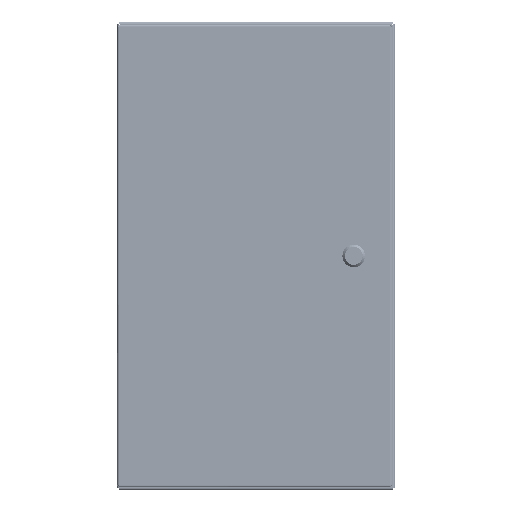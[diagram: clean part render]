
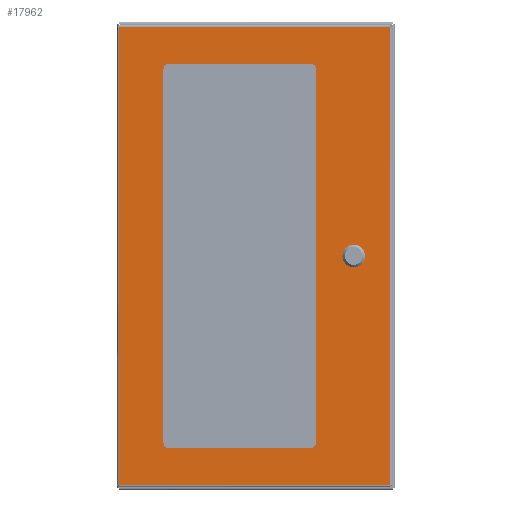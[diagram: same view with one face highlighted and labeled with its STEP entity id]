
A CAD part, top view. The second image highlights one B-rep face of the part: STEP entity #17962.
In plain terms, the highlighted planar face has unit normal (0, 0, 1).
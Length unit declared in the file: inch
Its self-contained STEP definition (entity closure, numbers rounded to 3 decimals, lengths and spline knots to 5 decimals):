
#1062=PLANE($,#19369);
#1914=LINE($,#33646,#3220);
#1922=LINE($,#33732,#3228);
#1937=LINE($,#33832,#3243);
#1952=LINE($,#33931,#3258);
#1965=LINE($,#34022,#3271);
#1966=LINE($,#34026,#3272);
#1967=LINE($,#34030,#3273);
#1968=LINE($,#34033,#3274);
#1969=LINE($,#34038,#3275);
#1970=LINE($,#34042,#3276);
#1971=LINE($,#34046,#3277);
#1972=LINE($,#34049,#3278);
#3220=VECTOR($,#22466,22.2895);
#3228=VECTOR($,#22482,13.1645);
#3243=VECTOR($,#22511,13.1645);
#3258=VECTOR($,#22540,22.2895);
#3271=VECTOR($,#22569,6.91);
#3272=VECTOR($,#22572,18.18);
#3273=VECTOR($,#22575,6.91);
#3274=VECTOR($,#22578,18.18);
#3275=VECTOR($,#22581,0.42712);
#3276=VECTOR($,#22584,0.42712);
#3277=VECTOR($,#22587,0.42712);
#3278=VECTOR($,#22590,0.42712);
#4211=FACE_BOUND($,#6105,.T.);
#4212=FACE_BOUND($,#6106,.T.);
#4213=FACE_BOUND($,#6107,.T.);
#6105=EDGE_LOOP($,(#13615,#13616,#13617,#13618,#13619,#13620,#13621,#13622));
#6106=EDGE_LOOP($,(#13623,#13624,#13625,#13626,#13627,#13628,#13629,#13630));
#6107=EDGE_LOOP($,(#13631,#13632,#13633,#13634));
#7112=CIRCLE($,#19370,0.25);
#7113=CIRCLE($,#19371,0.25);
#7114=CIRCLE($,#19372,0.25);
#7115=CIRCLE($,#19373,0.25);
#7116=CIRCLE($,#19374,0.453);
#7117=CIRCLE($,#19375,0.453);
#7118=CIRCLE($,#19376,0.453);
#7119=CIRCLE($,#19377,0.453);
#8207=VERTEX_POINT($,#33637);
#8208=VERTEX_POINT($,#33645);
#8214=VERTEX_POINT($,#33724);
#8224=VERTEX_POINT($,#33831);
#8240=VERTEX_POINT($,#34018);
#8241=VERTEX_POINT($,#34019);
#8242=VERTEX_POINT($,#34021);
#8243=VERTEX_POINT($,#34023);
#8244=VERTEX_POINT($,#34025);
#8245=VERTEX_POINT($,#34027);
#8246=VERTEX_POINT($,#34029);
#8247=VERTEX_POINT($,#34031);
#8248=VERTEX_POINT($,#34034);
#8249=VERTEX_POINT($,#34035);
#8250=VERTEX_POINT($,#34037);
#8251=VERTEX_POINT($,#34039);
#8252=VERTEX_POINT($,#34041);
#8253=VERTEX_POINT($,#34043);
#8254=VERTEX_POINT($,#34045);
#8255=VERTEX_POINT($,#34047);
#10103=EDGE_CURVE($,#8208,#8207,#1914,.T.);
#10115=EDGE_CURVE($,#8207,#8214,#1922,.T.);
#10134=EDGE_CURVE($,#8224,#8208,#1937,.T.);
#10153=EDGE_CURVE($,#8214,#8224,#1952,.T.);
#10169=EDGE_CURVE($,#8240,#8241,#7112,.T.);
#10170=EDGE_CURVE($,#8241,#8242,#1965,.T.);
#10171=EDGE_CURVE($,#8242,#8243,#7113,.T.);
#10172=EDGE_CURVE($,#8243,#8244,#1966,.T.);
#10173=EDGE_CURVE($,#8244,#8245,#7114,.T.);
#10174=EDGE_CURVE($,#8245,#8246,#1967,.T.);
#10175=EDGE_CURVE($,#8246,#8247,#7115,.T.);
#10176=EDGE_CURVE($,#8247,#8240,#1968,.T.);
#10177=EDGE_CURVE($,#8248,#8249,#7116,.T.);
#10178=EDGE_CURVE($,#8249,#8250,#1969,.T.);
#10179=EDGE_CURVE($,#8250,#8251,#7117,.T.);
#10180=EDGE_CURVE($,#8251,#8252,#1970,.T.);
#10181=EDGE_CURVE($,#8252,#8253,#7118,.T.);
#10182=EDGE_CURVE($,#8253,#8254,#1971,.T.);
#10183=EDGE_CURVE($,#8254,#8255,#7119,.T.);
#10184=EDGE_CURVE($,#8255,#8248,#1972,.T.);
#13615=ORIENTED_EDGE($,*,*,#10169,.T.);
#13616=ORIENTED_EDGE($,*,*,#10170,.T.);
#13617=ORIENTED_EDGE($,*,*,#10171,.T.);
#13618=ORIENTED_EDGE($,*,*,#10172,.T.);
#13619=ORIENTED_EDGE($,*,*,#10173,.T.);
#13620=ORIENTED_EDGE($,*,*,#10174,.T.);
#13621=ORIENTED_EDGE($,*,*,#10175,.T.);
#13622=ORIENTED_EDGE($,*,*,#10176,.T.);
#13623=ORIENTED_EDGE($,*,*,#10177,.T.);
#13624=ORIENTED_EDGE($,*,*,#10178,.T.);
#13625=ORIENTED_EDGE($,*,*,#10179,.T.);
#13626=ORIENTED_EDGE($,*,*,#10180,.T.);
#13627=ORIENTED_EDGE($,*,*,#10181,.T.);
#13628=ORIENTED_EDGE($,*,*,#10182,.T.);
#13629=ORIENTED_EDGE($,*,*,#10183,.T.);
#13630=ORIENTED_EDGE($,*,*,#10184,.T.);
#13631=ORIENTED_EDGE($,*,*,#10103,.T.);
#13632=ORIENTED_EDGE($,*,*,#10115,.T.);
#13633=ORIENTED_EDGE($,*,*,#10153,.T.);
#13634=ORIENTED_EDGE($,*,*,#10134,.T.);
#17962=ADVANCED_FACE($,(#4211,#4212,#4213),#1062,.T.);
#19369=AXIS2_PLACEMENT_3D($,#34017,#22565,#22566);
#19370=AXIS2_PLACEMENT_3D($,#34020,#22567,#22568);
#19371=AXIS2_PLACEMENT_3D($,#34024,#22570,#22571);
#19372=AXIS2_PLACEMENT_3D($,#34028,#22573,#22574);
#19373=AXIS2_PLACEMENT_3D($,#34032,#22576,#22577);
#19374=AXIS2_PLACEMENT_3D($,#34036,#22579,#22580);
#19375=AXIS2_PLACEMENT_3D($,#34040,#22582,#22583);
#19376=AXIS2_PLACEMENT_3D($,#34044,#22585,#22586);
#19377=AXIS2_PLACEMENT_3D($,#34048,#22588,#22589);
#22466=DIRECTION($,(0.,-1.,0.));
#22482=DIRECTION($,(1.,0.,0.));
#22511=DIRECTION($,(-1.,0.,0.));
#22540=DIRECTION($,(0.,1.,0.));
#22565=DIRECTION('center_axis',(0.,0.,1.));
#22566=DIRECTION('ref_axis',(1.,0.,0.));
#22567=DIRECTION('center_axis',(0.,0.,-1.));
#22568=DIRECTION('ref_axis',(0.,-1.,0.));
#22569=DIRECTION($,(1.,0.,0.));
#22570=DIRECTION('center_axis',(0.,0.,-1.));
#22571=DIRECTION('ref_axis',(-1.,0.,0.));
#22572=DIRECTION($,(0.,-1.,0.));
#22573=DIRECTION('center_axis',(0.,0.,-1.));
#22574=DIRECTION('ref_axis',(0.,1.,0.));
#22575=DIRECTION($,(-1.,0.,0.));
#22576=DIRECTION('center_axis',(0.,0.,-1.));
#22577=DIRECTION('ref_axis',(1.,0.,0.));
#22578=DIRECTION($,(0.,1.,0.));
#22579=DIRECTION('center_axis',(0.,0.,-1.));
#22580=DIRECTION('ref_axis',(0.882,0.471,0.));
#22581=DIRECTION($,(0.,-1.,0.));
#22582=DIRECTION('center_axis',(0.,0.,-1.));
#22583=DIRECTION('ref_axis',(0.471,-0.882,0.));
#22584=DIRECTION($,(-1.,0.,0.));
#22585=DIRECTION('center_axis',(0.,0.,-1.));
#22586=DIRECTION('ref_axis',(-0.882,-0.471,0.));
#22587=DIRECTION($,(0.,1.,0.));
#22588=DIRECTION('center_axis',(0.,0.,-1.));
#22589=DIRECTION('ref_axis',(-0.471,0.882,0.));
#22590=DIRECTION($,(1.,0.,0.));
#33637=CARTESIAN_POINT('',(0.10525,-22.39475,0.074));
#33645=CARTESIAN_POINT('',(0.10525,-0.10525,0.074));
#33646=CARTESIAN_POINT($,(0.10525,-5.67763,0.074));
#33724=CARTESIAN_POINT('',(13.26975,-22.39475,0.074));
#33732=CARTESIAN_POINT($,(3.39638,-22.39475,0.074));
#33831=CARTESIAN_POINT('',(13.26975,-0.10525,0.074));
#33832=CARTESIAN_POINT($,(9.97863,-0.10525,0.074));
#33931=CARTESIAN_POINT($,(13.26975,-16.82238,0.074));
#34017=CARTESIAN_POINT('Origin',(6.6875,-11.25,0.074));
#34018=CARTESIAN_POINT('',(2.25,-2.16,0.074));
#34019=CARTESIAN_POINT('',(2.5,-1.91,0.074));
#34020=CARTESIAN_POINT('Origin',(2.5,-2.16,0.074));
#34021=CARTESIAN_POINT('',(9.41,-1.91,0.074));
#34022=CARTESIAN_POINT($,(4.59375,-1.91,0.074));
#34023=CARTESIAN_POINT('',(9.66,-2.16,0.074));
#34024=CARTESIAN_POINT('Origin',(9.41,-2.16,0.074));
#34025=CARTESIAN_POINT('',(9.66,-20.34,0.074));
#34026=CARTESIAN_POINT($,(9.66,-6.705,0.074));
#34027=CARTESIAN_POINT('',(9.41,-20.59,0.074));
#34028=CARTESIAN_POINT('Origin',(9.41,-20.34,0.074));
#34029=CARTESIAN_POINT('',(2.5,-20.59,0.074));
#34030=CARTESIAN_POINT($,(8.04875,-20.59,0.074));
#34031=CARTESIAN_POINT('',(2.25,-20.34,0.074));
#34032=CARTESIAN_POINT('Origin',(2.5,-20.34,0.074));
#34033=CARTESIAN_POINT($,(2.25,-15.795,0.074));
#34034=CARTESIAN_POINT('',(11.71362,-10.8505,0.074));
#34035=CARTESIAN_POINT('',(11.8995,-11.03644,0.074));
#34036=CARTESIAN_POINT('Origin',(11.49998,-11.24995,0.074));
#34037=CARTESIAN_POINT('',(11.8995,-11.46356,0.074));
#34038=CARTESIAN_POINT($,(11.8995,-11.35678,0.074));
#34039=CARTESIAN_POINT('',(11.71356,-11.6495,0.074));
#34040=CARTESIAN_POINT('Origin',(11.5,-11.25,0.074));
#34041=CARTESIAN_POINT('',(11.28644,-11.6495,0.074));
#34042=CARTESIAN_POINT($,(8.98697,-11.6495,0.074));
#34043=CARTESIAN_POINT('',(11.1005,-11.46356,0.074));
#34044=CARTESIAN_POINT('Origin',(11.5,-11.25,0.074));
#34045=CARTESIAN_POINT('',(11.1005,-11.03644,0.074));
#34046=CARTESIAN_POINT($,(11.1005,-11.14322,0.074));
#34047=CARTESIAN_POINT('',(11.2865,-10.8505,0.074));
#34048=CARTESIAN_POINT('Origin',(11.49998,-11.25005,0.074));
#34049=CARTESIAN_POINT($,(9.20056,-10.8505,0.074));
